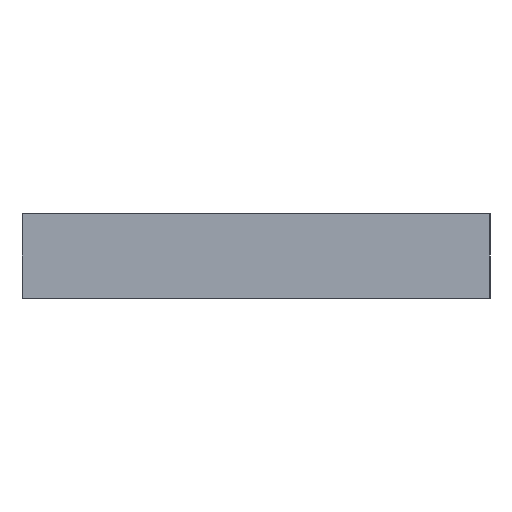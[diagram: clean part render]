
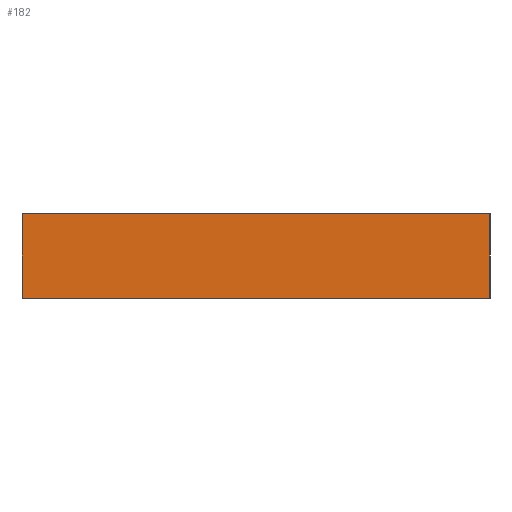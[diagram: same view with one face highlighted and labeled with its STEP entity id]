
A CAD part, left-side view. The second image highlights one B-rep face of the part: STEP entity #182.
In plain terms, the highlighted planar face has unit normal (-1, 0, 0).
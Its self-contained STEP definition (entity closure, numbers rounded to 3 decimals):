
#90=FACE_OUTER_BOUND('',#825,.T.);
#182=ADVANCED_FACE('',(#90),#296,.F.);
#296=PLANE('',#2140);
#361=LINE('',#2932,#557);
#381=LINE('',#3005,#577);
#382=LINE('',#3008,#578);
#383=LINE('',#3009,#579);
#557=VECTOR('',#2331,1.);
#577=VECTOR('',#2385,1.);
#578=VECTOR('',#2386,1.);
#579=VECTOR('',#2387,1.);
#825=EDGE_LOOP('',(#1006,#1007,#1008,#1009));
#1006=ORIENTED_EDGE('',*,*,#1782,.T.);
#1007=ORIENTED_EDGE('',*,*,#1783,.F.);
#1008=ORIENTED_EDGE('',*,*,#1746,.F.);
#1009=ORIENTED_EDGE('',*,*,#1784,.T.);
#1546=VERTEX_POINT('',#2933);
#1547=VERTEX_POINT('',#2934);
#1582=VERTEX_POINT('',#3006);
#1583=VERTEX_POINT('',#3007);
#1746=EDGE_CURVE('',#1546,#1547,#361,.T.);
#1782=EDGE_CURVE('',#1582,#1583,#381,.T.);
#1783=EDGE_CURVE('',#1547,#1583,#382,.T.);
#1784=EDGE_CURVE('',#1546,#1582,#383,.T.);
#2140=AXIS2_PLACEMENT_3D('',#3010,#2388,#2389);
#2331=DIRECTION('',(0.,-1.,0.));
#2385=DIRECTION('',(0.,-1.,0.));
#2386=DIRECTION('',(0.,0.,-1.));
#2387=DIRECTION('',(0.,0.,-1.));
#2388=DIRECTION('',(1.,0.,0.));
#2389=DIRECTION('',(0.,1.,0.));
#2932=CARTESIAN_POINT('',(0.,70.,12.7));
#2933=CARTESIAN_POINT('',(0.,70.,12.7));
#2934=CARTESIAN_POINT('',(0.,0.,12.7));
#3005=CARTESIAN_POINT('',(0.,70.,0.));
#3006=CARTESIAN_POINT('',(0.,70.,0.));
#3007=CARTESIAN_POINT('',(0.,0.,0.));
#3008=CARTESIAN_POINT('',(0.,0.,12.7));
#3009=CARTESIAN_POINT('',(0.,70.,12.7));
#3010=CARTESIAN_POINT('',(0.,70.,12.7));
